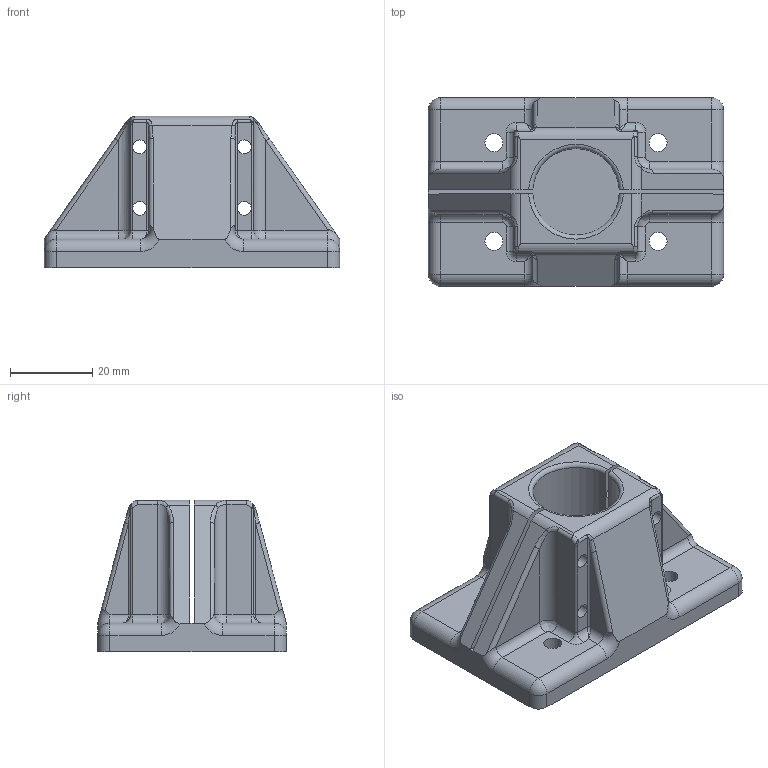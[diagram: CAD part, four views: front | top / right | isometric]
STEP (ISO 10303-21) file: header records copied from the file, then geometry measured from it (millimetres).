
FILE_DESCRIPTION(/* description */ (''),/* implementation_level */ '2;1');
FILE_NAME(/* name */ 'Leg again again v4.step',/* time_stamp */ '2023-04-13T20:12:43-05:00',/* author */ (''),/* organization */ (''),/* preprocessor_version */ 'ST-DEVELOPER v19.2',/* originating_system */ 'Autodesk Translation Framework v12.4.0.73',/* authorisation */ '');
FILE_SCHEMA (('AUTOMOTIVE_DESIGN { 1 0 10303 214 3 1 1 }'));
Length unit declared in the file: millimetre
Products named in the file (1): Leg again again
Bounding box: 72 x 46 x 37 mm (x, y, z)
Volume: 49121.4 mm3; surface area: 17251.5 mm2
Topology: 1 solids, 1 shells, 168 faces, 418 edges, 244 vertices
Faces by surface type: cylinder 76, plane 38, bspline 32, torus 18, sphere 4
Full cylindrical faces by diameter (mm): 3.4 x8, 4.4 x4
Entity records: 5878 total; most frequent: CARTESIAN_POINT 1961, ORIENTED_EDGE 820, DIRECTION 794, EDGE_CURVE 410, AXIS2_PLACEMENT_3D 315, VERTEX_POINT 244, EDGE_LOOP 192, FACE_OUTER_BOUND 168
